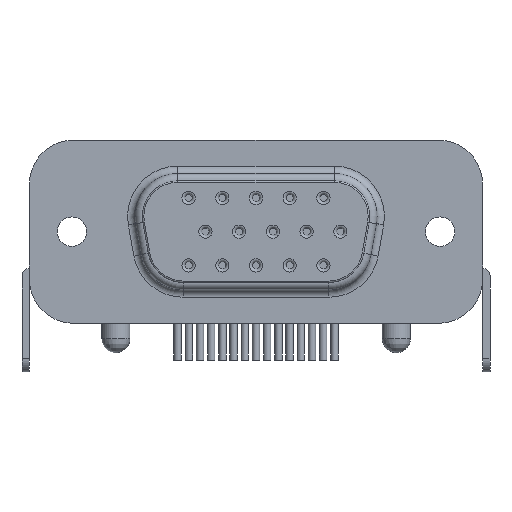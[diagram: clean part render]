
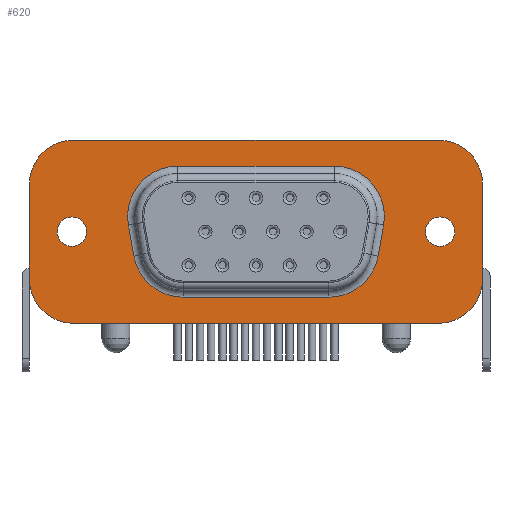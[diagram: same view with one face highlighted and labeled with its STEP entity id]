
A CAD part, front view. The second image highlights one B-rep face of the part: STEP entity #620.
In plain terms, the highlighted planar face has unit normal (0, -1, 0).
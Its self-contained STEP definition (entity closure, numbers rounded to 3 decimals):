
#200 = VERTEX_POINT('',#201);
#201 = CARTESIAN_POINT('',(15.39,-2.5,9.44));
#207 = EDGE_CURVE('',#200,#208,#210,.T.);
#208 = VERTEX_POINT('',#209);
#209 = CARTESIAN_POINT('',(15.39,-2.5,3.));
#210 = LINE('',#211,#212);
#211 = CARTESIAN_POINT('',(15.39,-2.5,12.44));
#212 = VECTOR('',#213,1.);
#213 = DIRECTION('',(0.,0.,-1.));
#600 = VERTEX_POINT('',#601);
#601 = CARTESIAN_POINT('',(12.39,-2.5,12.44));
#607 = EDGE_CURVE('',#600,#200,#608,.T.);
#608 = CIRCLE('',#609,3.);
#609 = AXIS2_PLACEMENT_3D('',#610,#611,#612);
#610 = CARTESIAN_POINT('',(12.39,-2.5,9.44));
#611 = DIRECTION('',(0.,1.,0.));
#612 = DIRECTION('',(0.,0.,-1.));
#620 = ADVANCED_FACE('',(#621,#691,#744,#755),#766,.F.);
#621 = FACE_BOUND('',#622,.F.);
#622 = EDGE_LOOP('',(#623,#633,#642,#650,#659,#667,#676,#684));
#623 = ORIENTED_EDGE('',*,*,#624,.F.);
#624 = EDGE_CURVE('',#625,#627,#629,.T.);
#625 = VERTEX_POINT('',#626);
#626 = CARTESIAN_POINT('',(-5.319,-2.5,10.67));
#627 = VERTEX_POINT('',#628);
#628 = CARTESIAN_POINT('',(5.319,-2.5,10.67));
#629 = LINE('',#630,#631);
#630 = CARTESIAN_POINT('',(-5.319,-2.5,10.67));
#631 = VECTOR('',#632,1.);
#632 = DIRECTION('',(1.,0.,0.));
#633 = ORIENTED_EDGE('',*,*,#634,.F.);
#634 = EDGE_CURVE('',#635,#625,#637,.T.);
#635 = VERTEX_POINT('',#636);
#636 = CARTESIAN_POINT('',(-8.667,-2.5,6.68));
#637 = CIRCLE('',#638,3.4);
#638 = AXIS2_PLACEMENT_3D('',#639,#640,#641);
#639 = CARTESIAN_POINT('',(-5.319,-2.5,7.27));
#640 = DIRECTION('',(0.,1.,0.));
#641 = DIRECTION('',(-0.985,0.,-0.174
    ));
#642 = ORIENTED_EDGE('',*,*,#643,.F.);
#643 = EDGE_CURVE('',#644,#635,#646,.T.);
#644 = VERTEX_POINT('',#645);
#645 = CARTESIAN_POINT('',(-8.297,-2.5,4.58));
#646 = LINE('',#647,#648);
#647 = CARTESIAN_POINT('',(-8.297,-2.5,4.58));
#648 = VECTOR('',#649,1.);
#649 = DIRECTION('',(-0.174,0.,0.985)
  );
#650 = ORIENTED_EDGE('',*,*,#651,.F.);
#651 = EDGE_CURVE('',#652,#644,#654,.T.);
#652 = VERTEX_POINT('',#653);
#653 = CARTESIAN_POINT('',(-4.949,-2.5,1.77));
#654 = CIRCLE('',#655,3.4);
#655 = AXIS2_PLACEMENT_3D('',#656,#657,#658);
#656 = CARTESIAN_POINT('',(-4.949,-2.5,5.17));
#657 = DIRECTION('',(0.,1.,0.));
#658 = DIRECTION('',(0.,0.,-1.));
#659 = ORIENTED_EDGE('',*,*,#660,.F.);
#660 = EDGE_CURVE('',#661,#652,#663,.T.);
#661 = VERTEX_POINT('',#662);
#662 = CARTESIAN_POINT('',(4.949,-2.5,1.77));
#663 = LINE('',#664,#665);
#664 = CARTESIAN_POINT('',(4.949,-2.5,1.77));
#665 = VECTOR('',#666,1.);
#666 = DIRECTION('',(-1.,0.,0.));
#667 = ORIENTED_EDGE('',*,*,#668,.F.);
#668 = EDGE_CURVE('',#669,#661,#671,.T.);
#669 = VERTEX_POINT('',#670);
#670 = CARTESIAN_POINT('',(8.297,-2.5,4.58));
#671 = CIRCLE('',#672,3.4);
#672 = AXIS2_PLACEMENT_3D('',#673,#674,#675);
#673 = CARTESIAN_POINT('',(4.949,-2.5,5.17));
#674 = DIRECTION('',(0.,1.,0.));
#675 = DIRECTION('',(0.985,0.,-0.174)
  );
#676 = ORIENTED_EDGE('',*,*,#677,.F.);
#677 = EDGE_CURVE('',#678,#669,#680,.T.);
#678 = VERTEX_POINT('',#679);
#679 = CARTESIAN_POINT('',(8.667,-2.5,6.68));
#680 = LINE('',#681,#682);
#681 = CARTESIAN_POINT('',(8.667,-2.5,6.68));
#682 = VECTOR('',#683,1.);
#683 = DIRECTION('',(-0.174,0.,-0.985)
  );
#684 = ORIENTED_EDGE('',*,*,#685,.F.);
#685 = EDGE_CURVE('',#627,#678,#686,.T.);
#686 = CIRCLE('',#687,3.4);
#687 = AXIS2_PLACEMENT_3D('',#688,#689,#690);
#688 = CARTESIAN_POINT('',(5.319,-2.5,7.27));
#689 = DIRECTION('',(0.,1.,0.));
#690 = DIRECTION('',(0.,0.,1.));
#691 = FACE_BOUND('',#692,.F.);
#692 = EDGE_LOOP('',(#693,#701,#702,#703,#712,#720,#729,#737));
#693 = ORIENTED_EDGE('',*,*,#694,.T.);
#694 = EDGE_CURVE('',#695,#600,#697,.T.);
#695 = VERTEX_POINT('',#696);
#696 = CARTESIAN_POINT('',(-12.39,-2.5,12.44));
#697 = LINE('',#698,#699);
#698 = CARTESIAN_POINT('',(-15.39,-2.5,12.44));
#699 = VECTOR('',#700,1.);
#700 = DIRECTION('',(1.,0.,0.));
#701 = ORIENTED_EDGE('',*,*,#607,.T.);
#702 = ORIENTED_EDGE('',*,*,#207,.T.);
#703 = ORIENTED_EDGE('',*,*,#704,.T.);
#704 = EDGE_CURVE('',#208,#705,#707,.T.);
#705 = VERTEX_POINT('',#706);
#706 = CARTESIAN_POINT('',(12.39,-2.5,0.));
#707 = CIRCLE('',#708,3.);
#708 = AXIS2_PLACEMENT_3D('',#709,#710,#711);
#709 = CARTESIAN_POINT('',(12.39,-2.5,3.));
#710 = DIRECTION('',(0.,1.,0.));
#711 = DIRECTION('',(0.,0.,-1.));
#712 = ORIENTED_EDGE('',*,*,#713,.T.);
#713 = EDGE_CURVE('',#705,#714,#716,.T.);
#714 = VERTEX_POINT('',#715);
#715 = CARTESIAN_POINT('',(-12.39,-2.5,0.));
#716 = LINE('',#717,#718);
#717 = CARTESIAN_POINT('',(15.39,-2.5,0.));
#718 = VECTOR('',#719,1.);
#719 = DIRECTION('',(-1.,0.,0.));
#720 = ORIENTED_EDGE('',*,*,#721,.T.);
#721 = EDGE_CURVE('',#714,#722,#724,.T.);
#722 = VERTEX_POINT('',#723);
#723 = CARTESIAN_POINT('',(-15.39,-2.5,3.));
#724 = CIRCLE('',#725,3.);
#725 = AXIS2_PLACEMENT_3D('',#726,#727,#728);
#726 = CARTESIAN_POINT('',(-12.39,-2.5,3.));
#727 = DIRECTION('',(0.,1.,0.));
#728 = DIRECTION('',(0.,0.,-1.));
#729 = ORIENTED_EDGE('',*,*,#730,.T.);
#730 = EDGE_CURVE('',#722,#731,#733,.T.);
#731 = VERTEX_POINT('',#732);
#732 = CARTESIAN_POINT('',(-15.39,-2.5,9.44));
#733 = LINE('',#734,#735);
#734 = CARTESIAN_POINT('',(-15.39,-2.5,0.));
#735 = VECTOR('',#736,1.);
#736 = DIRECTION('',(0.,0.,1.));
#737 = ORIENTED_EDGE('',*,*,#738,.F.);
#738 = EDGE_CURVE('',#695,#731,#739,.T.);
#739 = CIRCLE('',#740,3.);
#740 = AXIS2_PLACEMENT_3D('',#741,#742,#743);
#741 = CARTESIAN_POINT('',(-12.39,-2.5,9.44));
#742 = DIRECTION('',(0.,-1.,0.));
#743 = DIRECTION('',(0.,0.,-1.));
#744 = FACE_BOUND('',#745,.F.);
#745 = EDGE_LOOP('',(#746));
#746 = ORIENTED_EDGE('',*,*,#747,.T.);
#747 = EDGE_CURVE('',#748,#748,#750,.T.);
#748 = VERTEX_POINT('',#749);
#749 = CARTESIAN_POINT('',(13.5,-2.5,6.22));
#750 = CIRCLE('',#751,1.);
#751 = AXIS2_PLACEMENT_3D('',#752,#753,#754);
#752 = CARTESIAN_POINT('',(12.5,-2.5,6.22));
#753 = DIRECTION('',(0.,-1.,0.));
#754 = DIRECTION('',(1.,0.,0.));
#755 = FACE_BOUND('',#756,.F.);
#756 = EDGE_LOOP('',(#757));
#757 = ORIENTED_EDGE('',*,*,#758,.T.);
#758 = EDGE_CURVE('',#759,#759,#761,.T.);
#759 = VERTEX_POINT('',#760);
#760 = CARTESIAN_POINT('',(-11.5,-2.5,6.22));
#761 = CIRCLE('',#762,1.);
#762 = AXIS2_PLACEMENT_3D('',#763,#764,#765);
#763 = CARTESIAN_POINT('',(-12.5,-2.5,6.22));
#764 = DIRECTION('',(0.,-1.,0.));
#765 = DIRECTION('',(1.,0.,0.));
#766 = PLANE('',#767);
#767 = AXIS2_PLACEMENT_3D('',#768,#769,#770);
#768 = CARTESIAN_POINT('',(0.,-2.5,6.22));
#769 = DIRECTION('',(0.,1.,0.));
#770 = DIRECTION('',(0.,0.,1.));
